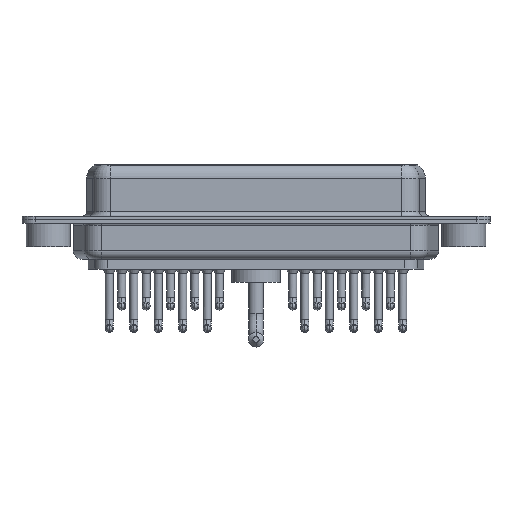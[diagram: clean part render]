
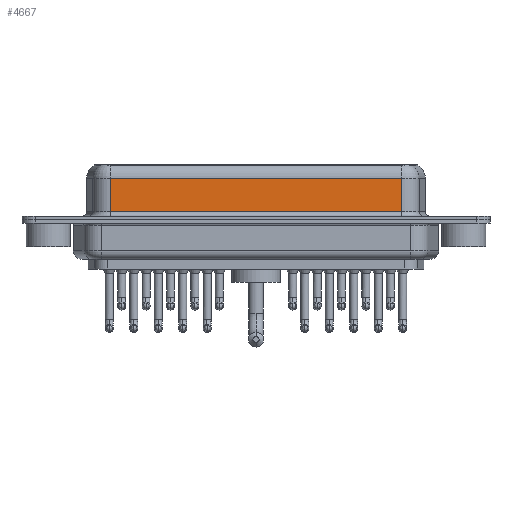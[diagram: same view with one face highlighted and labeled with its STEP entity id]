
A CAD part, front view. The second image highlights one B-rep face of the part: STEP entity #4667.
In plain terms, the highlighted planar face has unit normal (0, -1, 0).
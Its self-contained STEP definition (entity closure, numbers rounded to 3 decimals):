
#757 = CARTESIAN_POINT ( 'NONE',  ( 40.037, -3.95, 4.65 ) ) ;
#2660 = EDGE_CURVE ( 'NONE', #5021, #3566, #16293, .T. ) ;
#2760 = ORIENTED_EDGE ( 'NONE', *, *, #2660, .T. ) ;
#3566 = VERTEX_POINT ( 'NONE', #20792 ) ;
#4667 = ADVANCED_FACE ( 'NONE', ( #11141 ), #12862, .F. ) ;
#5021 = VERTEX_POINT ( 'NONE', #13753 ) ;
#5253 = VECTOR ( 'NONE', #14450, 1000. ) ;
#5526 = VERTEX_POINT ( 'NONE', #757 ) ;
#7181 = CARTESIAN_POINT ( 'NONE',  ( 40.037, -3.95, 0.9 ) ) ;
#7465 = CARTESIAN_POINT ( 'NONE',  ( 7.013, -3.95, 6.4 ) ) ;
#7511 = CARTESIAN_POINT ( 'NONE',  ( 40.037, -3.95, 6.4 ) ) ;
#7584 = CARTESIAN_POINT ( 'NONE',  ( 40.037, -3.95, 6.4 ) ) ;
#8254 = EDGE_CURVE ( 'NONE', #5526, #5021, #19128, .T. ) ;
#8406 = AXIS2_PLACEMENT_3D ( 'NONE', #7584, #9300, #14568 ) ;
#8679 = CARTESIAN_POINT ( 'NONE',  ( 40.037, -3.95, 4.65 ) ) ;
#9220 = LINE ( 'NONE', #7511, #10213 ) ;
#9300 = DIRECTION ( 'NONE',  ( 0., 1., 0. ) ) ;
#9414 = EDGE_CURVE ( 'NONE', #5526, #11181, #9220, .T. ) ;
#10213 = VECTOR ( 'NONE', #14491, 1000. ) ;
#11141 = FACE_OUTER_BOUND ( 'NONE', #19618, .T. ) ;
#11181 = VERTEX_POINT ( 'NONE', #7181 ) ;
#12862 = PLANE ( 'NONE',  #8406 ) ;
#13391 = VECTOR ( 'NONE', #16280, 1000. ) ;
#13753 = CARTESIAN_POINT ( 'NONE',  ( 7.013, -3.95, 4.65 ) ) ;
#13830 = ORIENTED_EDGE ( 'NONE', *, *, #8254, .T. ) ;
#14450 = DIRECTION ( 'NONE',  ( 0., 0., -1. ) ) ;
#14491 = DIRECTION ( 'NONE',  ( 0., 0., -1. ) ) ;
#14568 = DIRECTION ( 'NONE',  ( 0., 0., 1. ) ) ;
#15676 = DIRECTION ( 'NONE',  ( -1., 0., 0. ) ) ;
#15807 = EDGE_CURVE ( 'NONE', #3566, #11181, #16060, .T. ) ;
#16042 = VECTOR ( 'NONE', #15676, 1000. ) ;
#16060 = LINE ( 'NONE', #21433, #13391 ) ;
#16280 = DIRECTION ( 'NONE',  ( 1., 0., 0. ) ) ;
#16293 = LINE ( 'NONE', #7465, #5253 ) ;
#19128 = LINE ( 'NONE', #8679, #16042 ) ;
#19618 = EDGE_LOOP ( 'NONE', ( #22035, #13830, #2760, #22519 ) ) ;
#20792 = CARTESIAN_POINT ( 'NONE',  ( 7.013, -3.95, 0.9 ) ) ;
#21433 = CARTESIAN_POINT ( 'NONE',  ( 40.037, -3.95, 0.9 ) ) ;
#22035 = ORIENTED_EDGE ( 'NONE', *, *, #9414, .F. ) ;
#22519 = ORIENTED_EDGE ( 'NONE', *, *, #15807, .T. ) ;
